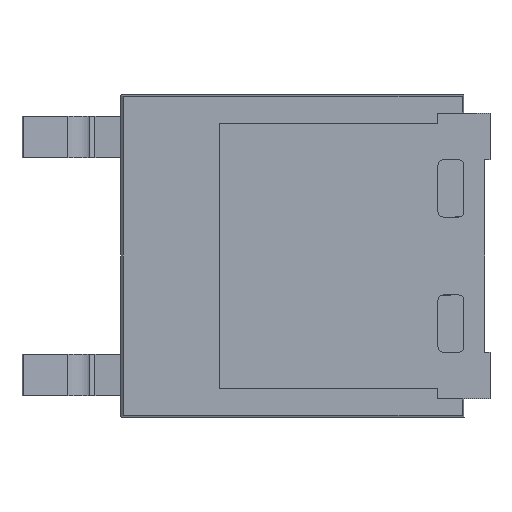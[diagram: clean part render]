
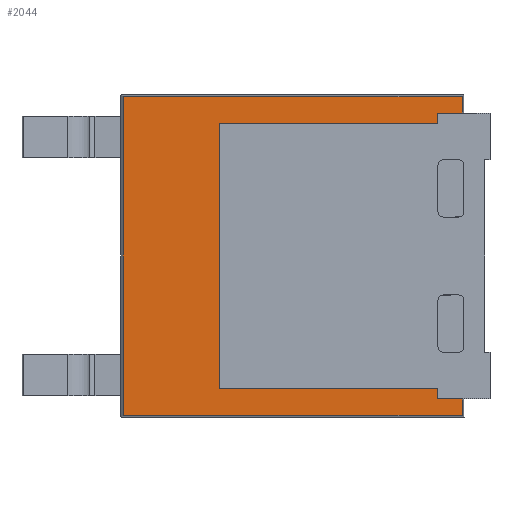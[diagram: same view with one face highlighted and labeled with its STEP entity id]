
A CAD part, front view. The second image highlights one B-rep face of the part: STEP entity #2044.
In plain terms, the highlighted planar face has unit normal (0, -1, 0).
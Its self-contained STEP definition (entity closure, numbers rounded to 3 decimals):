
#74 = CARTESIAN_POINT ( 'NONE',  ( -0.7, 0., -2.55 ) ) ;
#93 = DIRECTION ( 'NONE',  ( 1., 0., 0. ) ) ;
#122 = VERTEX_POINT ( 'NONE', #517 ) ;
#174 = VECTOR ( 'NONE', #1755, 1000. ) ;
#221 = ORIENTED_EDGE ( 'NONE', *, *, #1201, .F. ) ;
#259 = CARTESIAN_POINT ( 'NONE',  ( -0.7, 0., -2.55 ) ) ;
#263 = CARTESIAN_POINT ( 'NONE',  ( 3.5, 0., 2.55 ) ) ;
#264 = CARTESIAN_POINT ( 'NONE',  ( 3.964, 0., -3.064 ) ) ;
#270 = CARTESIAN_POINT ( 'NONE',  ( 0., 0., 0. ) ) ;
#328 = AXIS2_PLACEMENT_3D ( 'NONE', #270, #2737, #2235 ) ;
#336 = VERTEX_POINT ( 'NONE', #2897 ) ;
#367 = DIRECTION ( 'NONE',  ( 0., 0., 1. ) ) ;
#441 = EDGE_CURVE ( 'NONE', #122, #698, #1206, .T. ) ;
#446 = VERTEX_POINT ( 'NONE', #2688 ) ;
#474 = VECTOR ( 'NONE', #2692, 1000. ) ;
#517 = CARTESIAN_POINT ( 'NONE',  ( 3.964, 0., 3.064 ) ) ;
#559 = PLANE ( 'NONE',  #328 ) ;
#580 = VECTOR ( 'NONE', #2188, 1000. ) ;
#601 = CARTESIAN_POINT ( 'NONE',  ( 3.5, 0., -2.55 ) ) ;
#620 = ORIENTED_EDGE ( 'NONE', *, *, #2104, .T. ) ;
#644 = EDGE_CURVE ( 'NONE', #2451, #802, #1601, .T. ) ;
#698 = VERTEX_POINT ( 'NONE', #1382 ) ;
#716 = VECTOR ( 'NONE', #367, 1000. ) ;
#727 = DIRECTION ( 'NONE',  ( -1., 0., 0. ) ) ;
#741 = ORIENTED_EDGE ( 'NONE', *, *, #1392, .F. ) ;
#802 = VERTEX_POINT ( 'NONE', #1644 ) ;
#819 = CARTESIAN_POINT ( 'NONE',  ( 3.5, 0., -2.75 ) ) ;
#851 = VECTOR ( 'NONE', #2492, 1000. ) ;
#869 = LINE ( 'NONE', #601, #1085 ) ;
#948 = ORIENTED_EDGE ( 'NONE', *, *, #1853, .F. ) ;
#1005 = EDGE_CURVE ( 'NONE', #1647, #2215, #2274, .T. ) ;
#1010 = EDGE_CURVE ( 'NONE', #2865, #698, #1100, .T. ) ;
#1036 = VECTOR ( 'NONE', #3000, 1000. ) ;
#1085 = VECTOR ( 'NONE', #3035, 1000. ) ;
#1100 = LINE ( 'NONE', #2319, #1036 ) ;
#1145 = DIRECTION ( 'NONE',  ( -1., 0., 0. ) ) ;
#1201 = EDGE_CURVE ( 'NONE', #2203, #1647, #2200, .T. ) ;
#1202 = EDGE_CURVE ( 'NONE', #446, #336, #1614, .T. ) ;
#1206 = LINE ( 'NONE', #2182, #2783 ) ;
#1209 = EDGE_CURVE ( 'NONE', #2865, #2451, #1717, .T. ) ;
#1232 = LINE ( 'NONE', #1706, #174 ) ;
#1269 = ORIENTED_EDGE ( 'NONE', *, *, #1439, .F. ) ;
#1308 = CARTESIAN_POINT ( 'NONE',  ( 3.5, 0., -2.75 ) ) ;
#1366 = CARTESIAN_POINT ( 'NONE',  ( -0.7, 0., 2.55 ) ) ;
#1382 = CARTESIAN_POINT ( 'NONE',  ( -2.55, 0., 3.064 ) ) ;
#1392 = EDGE_CURVE ( 'NONE', #336, #2203, #2348, .T. ) ;
#1439 = EDGE_CURVE ( 'NONE', #1897, #446, #2810, .T. ) ;
#1458 = ORIENTED_EDGE ( 'NONE', *, *, #1202, .F. ) ;
#1523 = CARTESIAN_POINT ( 'NONE',  ( -2.55, 0., -3.064 ) ) ;
#1555 = CARTESIAN_POINT ( 'NONE',  ( 3.964, 0., 2.75 ) ) ;
#1592 = CARTESIAN_POINT ( 'NONE',  ( 3.5, 0., 2.75 ) ) ;
#1601 = LINE ( 'NONE', #2307, #716 ) ;
#1614 = LINE ( 'NONE', #263, #2368 ) ;
#1624 = CARTESIAN_POINT ( 'NONE',  ( -0.7, 0., 2.55 ) ) ;
#1644 = CARTESIAN_POINT ( 'NONE',  ( 3.964, 0., -2.75 ) ) ;
#1647 = VERTEX_POINT ( 'NONE', #259 ) ;
#1685 = CARTESIAN_POINT ( 'NONE',  ( -0.7, 0., -2.55 ) ) ;
#1706 = CARTESIAN_POINT ( 'NONE',  ( 3.964, 0., 3.1 ) ) ;
#1717 = LINE ( 'NONE', #2837, #474 ) ;
#1755 = DIRECTION ( 'NONE',  ( 0., 0., 1. ) ) ;
#1806 = EDGE_LOOP ( 'NONE', ( #3076, #2612, #2559, #2431, #948, #2717, #221, #741, #1458, #1269, #620, #2090 ) ) ;
#1812 = VECTOR ( 'NONE', #1145, 1000. ) ;
#1853 = EDGE_CURVE ( 'NONE', #2215, #2175, #869, .T. ) ;
#1872 = VECTOR ( 'NONE', #3042, 1000. ) ;
#1897 = VERTEX_POINT ( 'NONE', #1555 ) ;
#1996 = FACE_OUTER_BOUND ( 'NONE', #1806, .T. ) ;
#2008 = VECTOR ( 'NONE', #93, 1000. ) ;
#2030 = CARTESIAN_POINT ( 'NONE',  ( 3.5, 0., -2.55 ) ) ;
#2040 = LINE ( 'NONE', #1308, #851 ) ;
#2044 = ADVANCED_FACE ( 'NONE', ( #1996 ), #559, .T. ) ;
#2090 = ORIENTED_EDGE ( 'NONE', *, *, #441, .T. ) ;
#2104 = EDGE_CURVE ( 'NONE', #1897, #122, #1232, .T. ) ;
#2175 = VERTEX_POINT ( 'NONE', #819 ) ;
#2182 = CARTESIAN_POINT ( 'NONE',  ( -2.6, 0., 3.064 ) ) ;
#2188 = DIRECTION ( 'NONE',  ( 0., 0., -1. ) ) ;
#2200 = LINE ( 'NONE', #1685, #580 ) ;
#2203 = VERTEX_POINT ( 'NONE', #1366 ) ;
#2212 = DIRECTION ( 'NONE',  ( 0., 0., -1. ) ) ;
#2215 = VERTEX_POINT ( 'NONE', #2030 ) ;
#2235 = DIRECTION ( 'NONE',  ( 0., 0., -1. ) ) ;
#2274 = LINE ( 'NONE', #74, #2008 ) ;
#2307 = CARTESIAN_POINT ( 'NONE',  ( 3.964, 0., 3.1 ) ) ;
#2319 = CARTESIAN_POINT ( 'NONE',  ( -2.55, 0., -3.1 ) ) ;
#2348 = LINE ( 'NONE', #1624, #1872 ) ;
#2368 = VECTOR ( 'NONE', #2212, 1000. ) ;
#2390 = EDGE_CURVE ( 'NONE', #2175, #802, #2040, .T. ) ;
#2431 = ORIENTED_EDGE ( 'NONE', *, *, #2390, .F. ) ;
#2451 = VERTEX_POINT ( 'NONE', #264 ) ;
#2492 = DIRECTION ( 'NONE',  ( 1., 0., 0. ) ) ;
#2559 = ORIENTED_EDGE ( 'NONE', *, *, #644, .T. ) ;
#2612 = ORIENTED_EDGE ( 'NONE', *, *, #1209, .T. ) ;
#2688 = CARTESIAN_POINT ( 'NONE',  ( 3.5, 0., 2.75 ) ) ;
#2692 = DIRECTION ( 'NONE',  ( 1., 0., 0. ) ) ;
#2717 = ORIENTED_EDGE ( 'NONE', *, *, #1005, .F. ) ;
#2737 = DIRECTION ( 'NONE',  ( 0., -1., 0. ) ) ;
#2783 = VECTOR ( 'NONE', #727, 1000. ) ;
#2810 = LINE ( 'NONE', #1592, #1812 ) ;
#2837 = CARTESIAN_POINT ( 'NONE',  ( 4., 0., -3.064 ) ) ;
#2865 = VERTEX_POINT ( 'NONE', #1523 ) ;
#2897 = CARTESIAN_POINT ( 'NONE',  ( 3.5, 0., 2.55 ) ) ;
#3000 = DIRECTION ( 'NONE',  ( 0., 0., 1. ) ) ;
#3035 = DIRECTION ( 'NONE',  ( 0., 0., -1. ) ) ;
#3042 = DIRECTION ( 'NONE',  ( -1., 0., 0. ) ) ;
#3076 = ORIENTED_EDGE ( 'NONE', *, *, #1010, .F. ) ;
